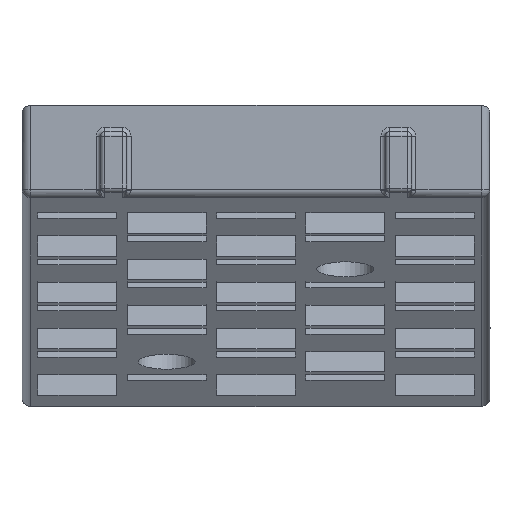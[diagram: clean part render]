
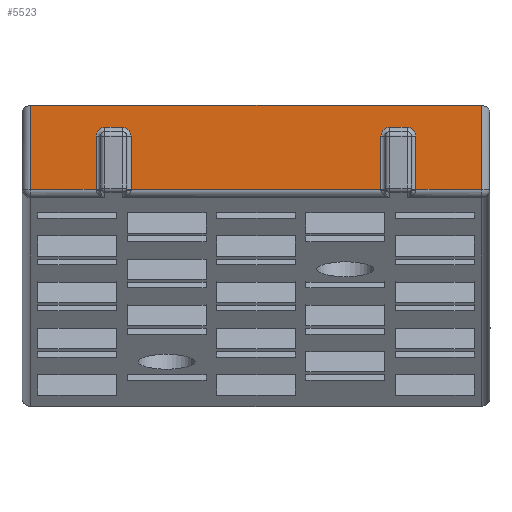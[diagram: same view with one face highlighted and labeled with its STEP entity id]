
A CAD part, left-side view. The second image highlights one B-rep face of the part: STEP entity #5523.
In plain terms, the highlighted planar face has unit normal (-1, 0, 0).
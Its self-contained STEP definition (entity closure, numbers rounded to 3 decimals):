
#238=PLANE('',#5897);
#509=FACE_OUTER_BOUND('',#877,.T.);
#877=EDGE_LOOP('',(#4727,#4728,#4729,#4730,#4731,#4732,#4733,#4734,#4735,
#4736,#4737,#4738,#4739,#4740,#4741,#4742));
#1435=LINE('',#8441,#2113);
#1438=LINE('',#8509,#2116);
#1442=LINE('',#8518,#2120);
#1453=LINE('',#8606,#2131);
#1541=LINE('',#8777,#2219);
#1545=LINE('',#8786,#2223);
#1548=LINE('',#8847,#2226);
#1558=LINE('',#8937,#2236);
#1563=LINE('',#9087,#2241);
#1564=LINE('',#9089,#2242);
#1565=LINE('',#9091,#2243);
#1566=LINE('',#9092,#2244);
#2113=VECTOR('',#6743,10.);
#2116=VECTOR('',#6758,10.);
#2120=VECTOR('',#6768,10.);
#2131=VECTOR('',#6815,10.);
#2219=VECTOR('',#6951,10.);
#2223=VECTOR('',#6961,10.);
#2226=VECTOR('',#6976,10.);
#2236=VECTOR('',#7022,10.);
#2241=VECTOR('',#7051,10.);
#2242=VECTOR('',#7052,10.);
#2243=VECTOR('',#7053,10.);
#2244=VECTOR('',#7054,10.);
#2392=CIRCLE('',#5797,1.);
#2396=CIRCLE('',#5802,1.);
#2423=CIRCLE('',#5851,1.);
#2425=CIRCLE('',#5854,1.);
#2818=VERTEX_POINT('',#8419);
#2819=VERTEX_POINT('',#8420);
#2822=VERTEX_POINT('',#8428);
#2823=VERTEX_POINT('',#8429);
#2826=VERTEX_POINT('',#8437);
#2832=VERTEX_POINT('',#8516);
#2843=VERTEX_POINT('',#8604);
#2897=VERTEX_POINT('',#8762);
#2898=VERTEX_POINT('',#8764);
#2899=VERTEX_POINT('',#8768);
#2900=VERTEX_POINT('',#8769);
#2904=VERTEX_POINT('',#8784);
#2907=VERTEX_POINT('',#8843);
#2919=VERTEX_POINT('',#9086);
#2920=VERTEX_POINT('',#9088);
#2921=VERTEX_POINT('',#9090);
#3417=EDGE_CURVE('',#2818,#2819,#2392,.T.);
#3421=EDGE_CURVE('',#2822,#2823,#2396,.T.);
#3427=EDGE_CURVE('',#2823,#2826,#1435,.T.);
#3435=EDGE_CURVE('',#2819,#2822,#1438,.T.);
#3440=EDGE_CURVE('',#2832,#2818,#1442,.T.);
#3463=EDGE_CURVE('',#2843,#2832,#1453,.T.);
#3559=EDGE_CURVE('',#2897,#2898,#2423,.T.);
#3561=EDGE_CURVE('',#2899,#2900,#2425,.T.);
#3565=EDGE_CURVE('',#2900,#2897,#1541,.T.);
#3570=EDGE_CURVE('',#2904,#2899,#1545,.T.);
#3579=EDGE_CURVE('',#2898,#2907,#1548,.T.);
#3600=EDGE_CURVE('',#2826,#2904,#1558,.T.);
#3611=EDGE_CURVE('',#2919,#2843,#1563,.T.);
#3612=EDGE_CURVE('',#2919,#2920,#1564,.T.);
#3613=EDGE_CURVE('',#2921,#2920,#1565,.T.);
#3614=EDGE_CURVE('',#2907,#2921,#1566,.T.);
#4727=ORIENTED_EDGE('',*,*,#3440,.F.);
#4728=ORIENTED_EDGE('',*,*,#3463,.F.);
#4729=ORIENTED_EDGE('',*,*,#3611,.F.);
#4730=ORIENTED_EDGE('',*,*,#3612,.T.);
#4731=ORIENTED_EDGE('',*,*,#3613,.F.);
#4732=ORIENTED_EDGE('',*,*,#3614,.F.);
#4733=ORIENTED_EDGE('',*,*,#3579,.F.);
#4734=ORIENTED_EDGE('',*,*,#3559,.F.);
#4735=ORIENTED_EDGE('',*,*,#3565,.F.);
#4736=ORIENTED_EDGE('',*,*,#3561,.F.);
#4737=ORIENTED_EDGE('',*,*,#3570,.F.);
#4738=ORIENTED_EDGE('',*,*,#3600,.F.);
#4739=ORIENTED_EDGE('',*,*,#3427,.F.);
#4740=ORIENTED_EDGE('',*,*,#3421,.F.);
#4741=ORIENTED_EDGE('',*,*,#3435,.F.);
#4742=ORIENTED_EDGE('',*,*,#3417,.F.);
#5523=ADVANCED_FACE('',(#509),#238,.F.);
#5797=AXIS2_PLACEMENT_3D('',#8421,#6720,#6721);
#5802=AXIS2_PLACEMENT_3D('',#8430,#6730,#6731);
#5851=AXIS2_PLACEMENT_3D('',#8765,#6935,#6936);
#5854=AXIS2_PLACEMENT_3D('',#8770,#6941,#6942);
#5897=AXIS2_PLACEMENT_3D('',#9085,#7049,#7050);
#6720=DIRECTION('center_axis',(-1.,0.,0.));
#6721=DIRECTION('ref_axis',(0.,-0.707,0.707));
#6730=DIRECTION('center_axis',(-1.,0.,0.));
#6731=DIRECTION('ref_axis',(0.,0.707,0.707));
#6743=DIRECTION('',(0.,0.,-1.));
#6758=DIRECTION('',(0.,1.,0.));
#6768=DIRECTION('',(0.,0.,1.));
#6815=DIRECTION('',(0.,1.,0.));
#6935=DIRECTION('center_axis',(-1.,0.,0.));
#6936=DIRECTION('ref_axis',(0.,0.707,0.707));
#6941=DIRECTION('center_axis',(-1.,0.,0.));
#6942=DIRECTION('ref_axis',(0.,-0.707,0.707));
#6951=DIRECTION('',(0.,1.,0.));
#6961=DIRECTION('',(0.,0.,1.));
#6976=DIRECTION('',(0.,0.,-1.));
#7022=DIRECTION('',(0.,1.,0.));
#7049=DIRECTION('center_axis',(1.,0.,0.));
#7050=DIRECTION('ref_axis',(0.,0.,1.));
#7051=DIRECTION('',(0.,0.,-1.));
#7052=DIRECTION('',(0.,1.,0.));
#7053=DIRECTION('',(0.,0.,1.));
#7054=DIRECTION('',(0.,1.,0.));
#8419=CARTESIAN_POINT('',(55.431,-11.819,56.5));
#8420=CARTESIAN_POINT('',(55.431,-10.819,57.5));
#8421=CARTESIAN_POINT('Origin',(55.431,-10.819,56.5));
#8428=CARTESIAN_POINT('',(55.431,-8.819,57.5));
#8429=CARTESIAN_POINT('',(55.431,-7.819,56.5));
#8430=CARTESIAN_POINT('Origin',(55.431,-8.819,56.5));
#8437=CARTESIAN_POINT('',(55.431,-7.819,50.415));
#8441=CARTESIAN_POINT('',(55.431,-7.819,53.324));
#8509=CARTESIAN_POINT('',(55.431,11.156,57.5));
#8516=CARTESIAN_POINT('',(55.431,-11.819,50.415));
#8518=CARTESIAN_POINT('',(55.431,-11.819,49.647));
#8604=CARTESIAN_POINT('',(55.431,-19.269,50.415));
#8606=CARTESIAN_POINT('',(55.431,20.031,50.415));
#8762=CARTESIAN_POINT('',(55.431,23.681,57.5));
#8764=CARTESIAN_POINT('',(55.431,24.681,56.5));
#8765=CARTESIAN_POINT('Origin',(55.431,23.681,56.5));
#8768=CARTESIAN_POINT('',(55.431,20.681,56.5));
#8769=CARTESIAN_POINT('',(55.431,21.681,57.5));
#8770=CARTESIAN_POINT('Origin',(55.431,21.681,56.5));
#8777=CARTESIAN_POINT('',(55.431,27.406,57.5));
#8784=CARTESIAN_POINT('',(55.431,20.681,50.415));
#8786=CARTESIAN_POINT('',(55.431,20.681,49.647));
#8843=CARTESIAN_POINT('',(55.431,24.681,50.415));
#8847=CARTESIAN_POINT('',(55.431,24.681,53.324));
#8937=CARTESIAN_POINT('',(55.431,20.031,50.415));
#9085=CARTESIAN_POINT('Origin',(55.431,33.631,49.647));
#9086=CARTESIAN_POINT('',(55.431,-19.269,60.));
#9087=CARTESIAN_POINT('',(55.431,-19.269,41.986));
#9088=CARTESIAN_POINT('',(55.431,32.131,60.));
#9089=CARTESIAN_POINT('',(55.431,-20.769,60.));
#9090=CARTESIAN_POINT('',(55.431,32.131,50.415));
#9091=CARTESIAN_POINT('',(55.431,32.131,54.824));
#9092=CARTESIAN_POINT('',(55.431,20.031,50.415));
